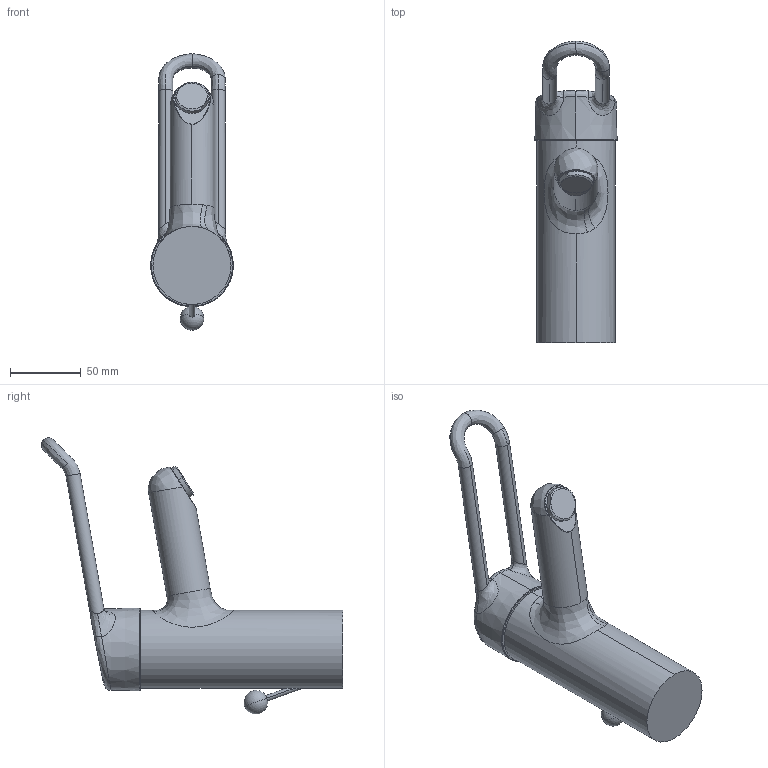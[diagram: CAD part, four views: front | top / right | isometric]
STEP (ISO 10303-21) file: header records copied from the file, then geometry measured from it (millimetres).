
FILE_DESCRIPTION (( 'STEP AP203' ), '1' );
FILE_NAME ('01612105.STEP', '2018-03-02T12:27:30', ( '' ), ( '' ), 'SwSTEP 2.0', 'SolidWorks 2016', '' );
FILE_SCHEMA (( 'CONFIG_CONTROL_DESIGN' ));
Length unit declared in the file: millimetre
Products named in the file (1): 01612105
Bounding box: 58.17 x 212.09 x 194.66 mm (x, y, z)
Volume: 518924.8 mm3; surface area: 54472.1 mm2
Topology: 1 solids, 1 shells, 68 faces, 193 edges, 116 vertices
Faces by surface type: bspline 39, cylinder 14, plane 7, cone 6, sphere 2
Entity records: 10036 total; most frequent: CARTESIAN_POINT 8535, ORIENTED_EDGE 356, DIRECTION 220, EDGE_CURVE 178, VERTEX_POINT 113, AXIS2_PLACEMENT_3D 97, B_SPLINE_CURVE_WITH_KNOTS 81, EDGE_LOOP 71
